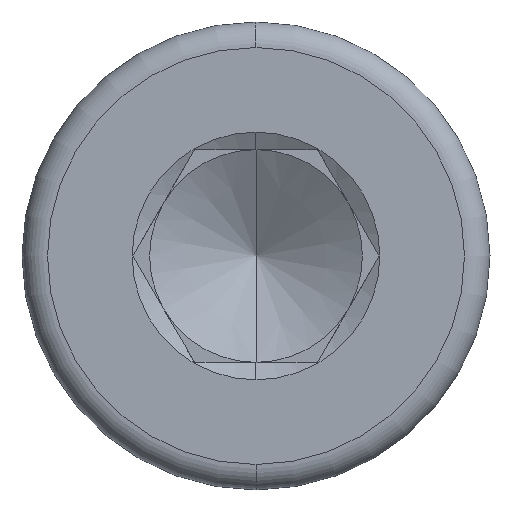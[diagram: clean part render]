
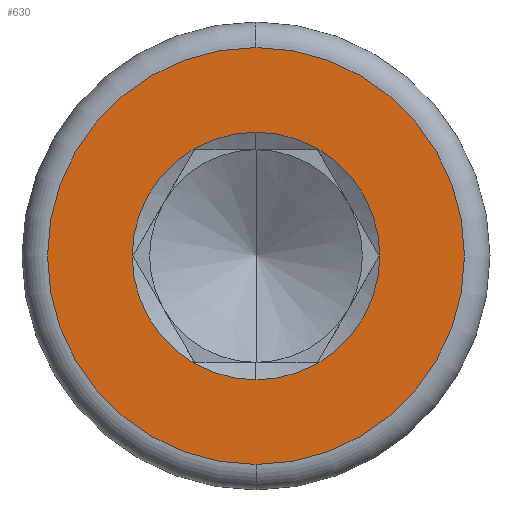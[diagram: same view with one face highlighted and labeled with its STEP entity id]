
A CAD part, left-side view. The second image highlights one B-rep face of the part: STEP entity #630.
In plain terms, the highlighted planar face has unit normal (-1, 0, 0).
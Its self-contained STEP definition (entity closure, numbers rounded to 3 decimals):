
#2 = ORIENTED_EDGE ( 'NONE', *, *, #893, .F. ) ;
#3 = CARTESIAN_POINT ( 'NONE',  ( -3., 0., 0. ) ) ;
#15 = EDGE_CURVE ( 'NONE', #876, #871, #615, .T. ) ;
#83 = CIRCLE ( 'NONE', #274, 1.455 ) ;
#96 = CARTESIAN_POINT ( 'NONE',  ( -3., 0., -2.45 ) ) ;
#134 = EDGE_LOOP ( 'NONE', ( #344, #650 ) ) ;
#155 = CARTESIAN_POINT ( 'NONE',  ( -3., 0., 1.455 ) ) ;
#202 = CARTESIAN_POINT ( 'NONE',  ( -3., 0., 0. ) ) ;
#206 = DIRECTION ( 'NONE',  ( 0., 1., 0. ) ) ;
#244 = CARTESIAN_POINT ( 'NONE',  ( -3., 0., -1.455 ) ) ;
#274 = AXIS2_PLACEMENT_3D ( 'NONE', #915, #346, #643 ) ;
#301 = CARTESIAN_POINT ( 'NONE',  ( -3., 0., 0. ) ) ;
#344 = ORIENTED_EDGE ( 'NONE', *, *, #15, .F. ) ;
#346 = DIRECTION ( 'NONE',  ( -1., 0., 0. ) ) ;
#367 = DIRECTION ( 'NONE',  ( 0., 0., -1. ) ) ;
#385 = EDGE_CURVE ( 'NONE', #758, #707, #689, .T. ) ;
#387 = DIRECTION ( 'NONE',  ( 1., 0., 0. ) ) ;
#391 = AXIS2_PLACEMENT_3D ( 'NONE', #202, #584, #420 ) ;
#420 = DIRECTION ( 'NONE',  ( 0., 0., -1. ) ) ;
#436 = CARTESIAN_POINT ( 'NONE',  ( -3., 0., 0. ) ) ;
#439 = DIRECTION ( 'NONE',  ( 1., 0., 0. ) ) ;
#487 = AXIS2_PLACEMENT_3D ( 'NONE', #301, #387, #817 ) ;
#556 = CARTESIAN_POINT ( 'NONE',  ( -3., 0., 2.45 ) ) ;
#584 = DIRECTION ( 'NONE',  ( -1., 0., 0. ) ) ;
#592 = FACE_OUTER_BOUND ( 'NONE', #134, .T. ) ;
#615 = CIRCLE ( 'NONE', #741, 2.45 ) ;
#630 = ADVANCED_FACE ( 'NONE', ( #657, #592 ), #952, .F. ) ;
#643 = DIRECTION ( 'NONE',  ( 0., 0., -1. ) ) ;
#650 = ORIENTED_EDGE ( 'NONE', *, *, #725, .F. ) ;
#652 = ORIENTED_EDGE ( 'NONE', *, *, #385, .F. ) ;
#657 = FACE_BOUND ( 'NONE', #852, .T. ) ;
#676 = DIRECTION ( 'NONE',  ( 1., 0., 0. ) ) ;
#689 = CIRCLE ( 'NONE', #391, 1.455 ) ;
#707 = VERTEX_POINT ( 'NONE', #155 ) ;
#725 = EDGE_CURVE ( 'NONE', #871, #876, #748, .T. ) ;
#741 = AXIS2_PLACEMENT_3D ( 'NONE', #436, #439, #367 ) ;
#748 = CIRCLE ( 'NONE', #487, 2.45 ) ;
#758 = VERTEX_POINT ( 'NONE', #244 ) ;
#817 = DIRECTION ( 'NONE',  ( 0., 0., -1. ) ) ;
#852 = EDGE_LOOP ( 'NONE', ( #2, #652 ) ) ;
#871 = VERTEX_POINT ( 'NONE', #556 ) ;
#874 = AXIS2_PLACEMENT_3D ( 'NONE', #3, #676, #206 ) ;
#876 = VERTEX_POINT ( 'NONE', #96 ) ;
#893 = EDGE_CURVE ( 'NONE', #707, #758, #83, .T. ) ;
#915 = CARTESIAN_POINT ( 'NONE',  ( -3., 0., 0. ) ) ;
#952 = PLANE ( 'NONE',  #874 ) ;
